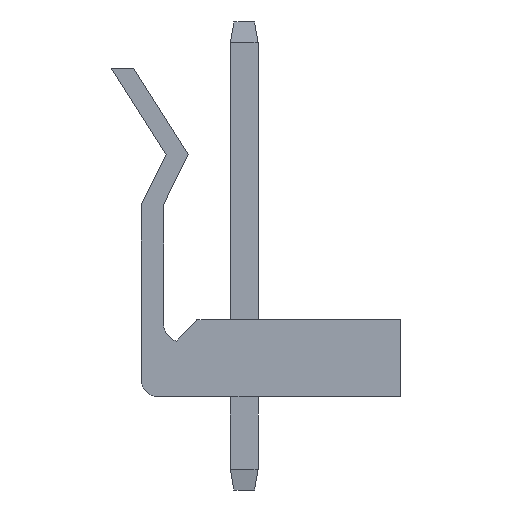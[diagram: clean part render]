
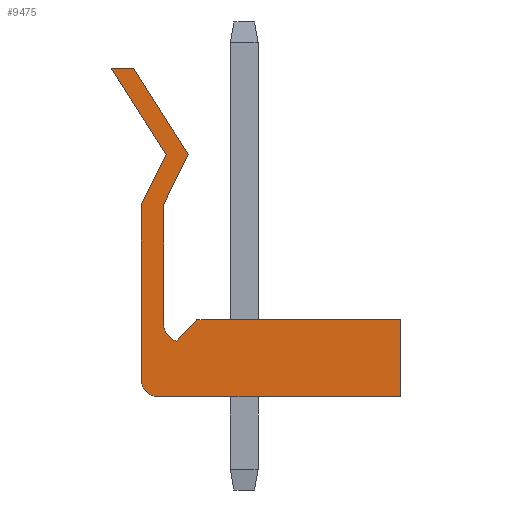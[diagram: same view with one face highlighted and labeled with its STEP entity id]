
A CAD part, left-side view. The second image highlights one B-rep face of the part: STEP entity #9475.
In plain terms, the highlighted planar face has unit normal (-1, 0, 0).
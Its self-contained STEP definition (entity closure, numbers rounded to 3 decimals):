
#352=CIRCLE('',#9921,0.635);
#353=CIRCLE('',#9922,0.635);
#675=ORIENTED_EDGE('',*,*,#2473,.T.);
#676=ORIENTED_EDGE('',*,*,#2474,.T.);
#677=ORIENTED_EDGE('',*,*,#2410,.T.);
#678=ORIENTED_EDGE('',*,*,#2475,.T.);
#679=ORIENTED_EDGE('',*,*,#2460,.T.);
#680=ORIENTED_EDGE('',*,*,#2476,.T.);
#681=ORIENTED_EDGE('',*,*,#2477,.T.);
#682=ORIENTED_EDGE('',*,*,#2478,.T.);
#683=ORIENTED_EDGE('',*,*,#2479,.T.);
#684=ORIENTED_EDGE('',*,*,#2480,.T.);
#685=ORIENTED_EDGE('',*,*,#2481,.T.);
#686=ORIENTED_EDGE('',*,*,#2482,.T.);
#687=ORIENTED_EDGE('',*,*,#2483,.T.);
#2410=EDGE_CURVE('',#3328,#3329,#3976,.T.);
#2460=EDGE_CURVE('',#3379,#3378,#4026,.T.);
#2473=EDGE_CURVE('',#3389,#3390,#4037,.T.);
#2474=EDGE_CURVE('',#3390,#3328,#352,.T.);
#2475=EDGE_CURVE('',#3329,#3379,#4038,.T.);
#2476=EDGE_CURVE('',#3378,#3391,#4039,.T.);
#2477=EDGE_CURVE('',#3391,#3392,#353,.F.);
#2478=EDGE_CURVE('',#3392,#3393,#4040,.T.);
#2479=EDGE_CURVE('',#3393,#3394,#4041,.T.);
#2480=EDGE_CURVE('',#3394,#3395,#4042,.T.);
#2481=EDGE_CURVE('',#3395,#3396,#4043,.T.);
#2482=EDGE_CURVE('',#3396,#3397,#4044,.T.);
#2483=EDGE_CURVE('',#3397,#3389,#4045,.T.);
#3328=VERTEX_POINT('',#12010);
#3329=VERTEX_POINT('',#12011);
#3378=VERTEX_POINT('',#12110);
#3379=VERTEX_POINT('',#12112);
#3389=VERTEX_POINT('',#12137);
#3390=VERTEX_POINT('',#12138);
#3391=VERTEX_POINT('',#12142);
#3392=VERTEX_POINT('',#12144);
#3393=VERTEX_POINT('',#12146);
#3394=VERTEX_POINT('',#12148);
#3395=VERTEX_POINT('',#12150);
#3396=VERTEX_POINT('',#12152);
#3397=VERTEX_POINT('',#12154);
#3976=LINE('',#12009,#4660);
#4026=LINE('',#12111,#4710);
#4037=LINE('',#12136,#4721);
#4038=LINE('',#12140,#4722);
#4039=LINE('',#12141,#4723);
#4040=LINE('',#12145,#4724);
#4041=LINE('',#12147,#4725);
#4042=LINE('',#12149,#4726);
#4043=LINE('',#12151,#4727);
#4044=LINE('',#12153,#4728);
#4045=LINE('',#12155,#4729);
#4660=VECTOR('',#10494,1000.);
#4710=VECTOR('',#10546,1000.);
#4721=VECTOR('',#10565,1000.);
#4722=VECTOR('',#10568,1000.);
#4723=VECTOR('',#10569,1000.);
#4724=VECTOR('',#10572,1000.);
#4725=VECTOR('',#10573,1000.);
#4726=VECTOR('',#10574,1000.);
#4727=VECTOR('',#10575,1000.);
#4728=VECTOR('',#10576,1000.);
#4729=VECTOR('',#10577,1000.);
#5274=EDGE_LOOP('',(#675,#676,#677,#678,#679,#680,#681,#682,#683,#684,#685,
#686,#687));
#5738=FACE_BOUND('',#5274,.T.);
#6172=PLANE('',#9920);
#9475=ADVANCED_FACE('',(#5738),#6172,.T.);
#9920=AXIS2_PLACEMENT_3D('',#12135,#10563,#10564);
#9921=AXIS2_PLACEMENT_3D('',#12139,#10566,#10567);
#9922=AXIS2_PLACEMENT_3D('',#12143,#10570,#10571);
#10494=DIRECTION('',(0.,-1.,0.));
#10546=DIRECTION('',(0.,1.,0.));
#10563=DIRECTION('',(-1.,0.,0.));
#10564=DIRECTION('',(0.,0.,1.));
#10565=DIRECTION('',(0.,0.,-1.));
#10566=DIRECTION('',(-1.,0.,0.));
#10567=DIRECTION('',(0.,0.,1.));
#10568=DIRECTION('',(0.,0.,1.));
#10569=DIRECTION('',(0.,0.693,-0.721));
#10570=DIRECTION('',(-1.,0.,0.));
#10571=DIRECTION('',(0.,0.,1.));
#10572=DIRECTION('',(0.,0.,1.));
#10573=DIRECTION('',(0.,-0.443,0.896));
#10574=DIRECTION('',(0.,0.536,0.844));
#10575=DIRECTION('',(0.,1.,0.));
#10576=DIRECTION('',(0.,-0.536,-0.844));
#10577=DIRECTION('',(0.,0.443,-0.896));
#12009=CARTESIAN_POINT('',(-19.598,-5.715,0.));
#12010=CARTESIAN_POINT('',(-19.598,3.124,0.));
#12011=CARTESIAN_POINT('',(-19.598,-5.715,0.));
#12110=CARTESIAN_POINT('',(-19.598,1.725,2.819));
#12111=CARTESIAN_POINT('',(-19.598,-5.715,2.819));
#12112=CARTESIAN_POINT('',(-19.598,-5.715,2.819));
#12135=CARTESIAN_POINT('',(-19.598,0.,0.));
#12136=CARTESIAN_POINT('',(-19.598,3.759,0.));
#12137=CARTESIAN_POINT('',(-19.598,3.759,7.01));
#12138=CARTESIAN_POINT('',(-19.598,3.759,0.635));
#12139=CARTESIAN_POINT('',(-19.598,3.124,0.635));
#12140=CARTESIAN_POINT('',(-19.598,-5.715,2.819));
#12141=CARTESIAN_POINT('',(-19.598,1.725,2.819));
#12142=CARTESIAN_POINT('',(-19.598,2.476,2.038));
#12143=CARTESIAN_POINT('',(-19.598,2.311,2.651));
#12144=CARTESIAN_POINT('',(-19.598,2.946,2.651));
#12145=CARTESIAN_POINT('',(-19.598,2.946,2.819));
#12146=CARTESIAN_POINT('',(-19.598,2.946,7.01));
#12147=CARTESIAN_POINT('',(-19.598,2.946,7.01));
#12148=CARTESIAN_POINT('',(-19.598,2.042,8.84));
#12149=CARTESIAN_POINT('',(-19.598,2.042,8.84));
#12150=CARTESIAN_POINT('',(-19.598,4.041,11.989));
#12151=CARTESIAN_POINT('',(-19.598,4.853,11.989));
#12152=CARTESIAN_POINT('',(-19.598,4.853,11.989));
#12153=CARTESIAN_POINT('',(-19.598,2.854,8.84));
#12154=CARTESIAN_POINT('',(-19.598,2.854,8.84));
#12155=CARTESIAN_POINT('',(-19.598,3.759,7.01));
